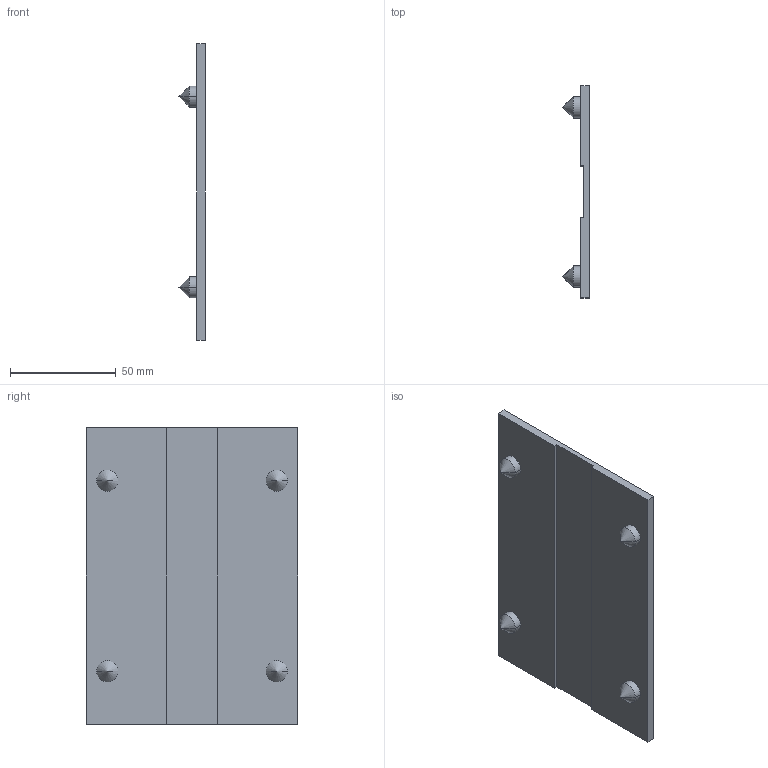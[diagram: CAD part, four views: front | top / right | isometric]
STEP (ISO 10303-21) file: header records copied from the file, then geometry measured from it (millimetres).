
FILE_DESCRIPTION(('CATIA V5 STEP Exchange'),'2;1');
FILE_NAME('base.stp','2020-10-27T07:28:51+00:00',('none'),('none'),'CATIA Version 5 Release 20 GA (IN-10)','CATIA V5 STEP AP203','none');
FILE_SCHEMA(('CONFIG_CONTROL_DESIGN'));
Length unit declared in the file: millimetre
Products named in the file (1): Part1
Bounding box: 12.5 x 100 x 140 mm (x, y, z)
Volume: 52478.2 mm3; surface area: 30836.5 mm2
Topology: 1 solids, 1 shells, 26 faces, 64 edges, 36 vertices
Faces by surface type: plane 10, cylinder 8, cone 8
Entity records: 705 total; most frequent: CARTESIAN_POINT 114, ORIENTED_EDGE 112, DIRECTION 98, EDGE_CURVE 56, VECTOR 40, LINE 40, AXIS2_PLACEMENT_3D 38, VERTEX_POINT 36
